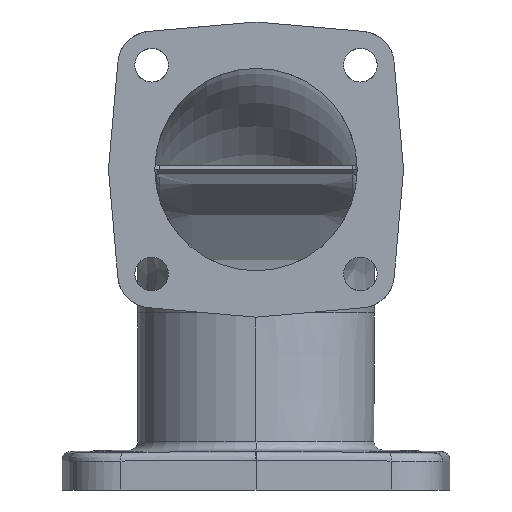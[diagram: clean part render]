
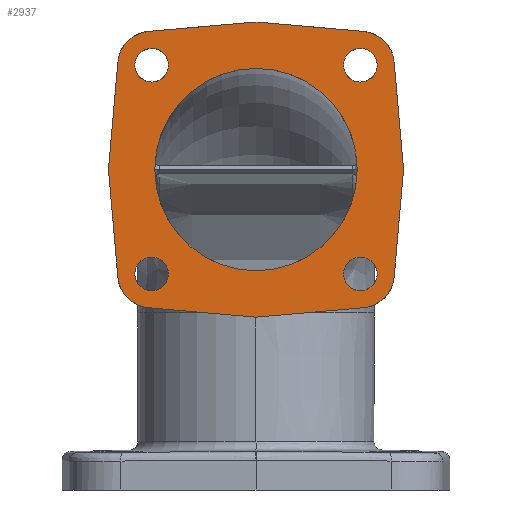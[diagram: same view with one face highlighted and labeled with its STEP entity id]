
A CAD part, left-side view. The second image highlights one B-rep face of the part: STEP entity #2937.
In plain terms, the highlighted planar face has unit normal (-1, 0, 0).
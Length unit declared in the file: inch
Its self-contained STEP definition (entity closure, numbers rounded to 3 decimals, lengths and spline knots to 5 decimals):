
#428=CARTESIAN_POINT('',(-6.,0.,0.));
#429=DIRECTION('',(1.,0.,0.));
#430=DIRECTION('',(0.,1.,0.));
#431=AXIS2_PLACEMENT_3D('',#428,#429,#430);
#465=CARTESIAN_POINT('',(-6.,1.5468,-1.5468));
#466=DIRECTION('',(1.,0.,0.));
#467=DIRECTION('',(0.,1.,0.));
#468=AXIS2_PLACEMENT_3D('',#465,#466,#467);
#470=CARTESIAN_POINT('',(-6.,1.5468,-1.5468));
#471=DIRECTION('',(1.,0.,0.));
#472=DIRECTION('',(0.,-1.,0.));
#473=AXIS2_PLACEMENT_3D('',#470,#471,#472);
#475=CARTESIAN_POINT('',(-6.,1.5468,1.5468));
#476=DIRECTION('',(1.,0.,0.));
#477=DIRECTION('',(0.,1.,0.));
#478=AXIS2_PLACEMENT_3D('',#475,#476,#477);
#480=CARTESIAN_POINT('',(-6.,1.5468,1.5468));
#481=DIRECTION('',(1.,0.,0.));
#482=DIRECTION('',(0.,-1.,0.));
#483=AXIS2_PLACEMENT_3D('',#480,#481,#482);
#485=CARTESIAN_POINT('',(-6.,-1.5468,1.5468));
#486=DIRECTION('',(1.,0.,0.));
#487=DIRECTION('',(0.,1.,0.));
#488=AXIS2_PLACEMENT_3D('',#485,#486,#487);
#490=CARTESIAN_POINT('',(-6.,-1.5468,1.5468));
#491=DIRECTION('',(1.,0.,0.));
#492=DIRECTION('',(0.,-1.,0.));
#493=AXIS2_PLACEMENT_3D('',#490,#491,#492);
#495=CARTESIAN_POINT('',(-6.,-1.5468,-1.5468));
#496=DIRECTION('',(1.,0.,0.));
#497=DIRECTION('',(0.,1.,0.));
#498=AXIS2_PLACEMENT_3D('',#495,#496,#497);
#500=CARTESIAN_POINT('',(-6.,-1.5468,-1.5468));
#501=DIRECTION('',(1.,0.,0.));
#502=DIRECTION('',(0.,-1.,0.));
#503=AXIS2_PLACEMENT_3D('',#500,#501,#502);
#505=CARTESIAN_POINT('',(-6.,0.,0.));
#506=DIRECTION('',(1.,0.,0.));
#507=DIRECTION('',(0.,-1.,0.));
#508=AXIS2_PLACEMENT_3D('',#505,#506,#507);
#784=DIRECTION('',(0.,-0.996,-0.087));
#785=VECTOR('',#784,1.59965);
#786=CARTESIAN_POINT('',(-6.,0.,2.1875));
#787=LINE('',#786,#785);
#807=DIRECTION('',(0.,-0.996,0.087));
#808=VECTOR('',#807,1.59965);
#809=CARTESIAN_POINT('',(-6.,1.59356,2.04808));
#810=LINE('',#809,#808);
#830=CARTESIAN_POINT('',(-6.,1.54998,1.54998));
#831=DIRECTION('',(1.,0.,0.));
#832=DIRECTION('',(0.,0.996,0.087));
#833=AXIS2_PLACEMENT_3D('',#830,#831,#832);
#851=DIRECTION('',(0.,-0.087,0.996));
#852=VECTOR('',#851,1.59965);
#853=CARTESIAN_POINT('',(-6.,2.1875,0.));
#854=LINE('',#853,#852);
#869=DIRECTION('',(0.,0.087,0.996));
#870=VECTOR('',#869,1.59965);
#871=CARTESIAN_POINT('',(-6.,2.04808,-1.59356));
#872=LINE('',#871,#870);
#887=CARTESIAN_POINT('',(-6.,1.54998,-1.54998));
#888=DIRECTION('',(1.,0.,0.));
#889=DIRECTION('',(0.,0.087,-0.996));
#890=AXIS2_PLACEMENT_3D('',#887,#888,#889);
#908=DIRECTION('',(0.,0.996,0.087));
#909=VECTOR('',#908,1.59965);
#910=CARTESIAN_POINT('',(-6.,0.,-2.1875));
#911=LINE('',#910,#909);
#931=DIRECTION('',(0.,0.996,-0.087));
#932=VECTOR('',#931,1.59965);
#933=CARTESIAN_POINT('',(-6.,-1.59356,-2.04808));
#934=LINE('',#933,#932);
#954=CARTESIAN_POINT('',(-6.,-1.54998,-1.54998));
#955=DIRECTION('',(1.,0.,0.));
#956=DIRECTION('',(0.,-0.996,-0.087));
#957=AXIS2_PLACEMENT_3D('',#954,#955,#956);
#975=DIRECTION('',(0.,0.087,-0.996));
#976=VECTOR('',#975,1.59965);
#977=CARTESIAN_POINT('',(-6.,-2.1875,0.));
#978=LINE('',#977,#976);
#993=DIRECTION('',(0.,-0.087,-0.996));
#994=VECTOR('',#993,1.59965);
#995=CARTESIAN_POINT('',(-6.,-2.04808,1.59356));
#996=LINE('',#995,#994);
#1011=CARTESIAN_POINT('',(-6.,-1.54998,1.54998));
#1012=DIRECTION('',(1.,0.,0.));
#1013=DIRECTION('',(0.,-0.087,0.996));
#1014=AXIS2_PLACEMENT_3D('',#1011,#1012,#1013);
#2308=CARTESIAN_POINT('',(-6.,-1.5,0.));
#2309=CARTESIAN_POINT('',(-6.,1.5,0.));
#2310=VERTEX_POINT('',#2308);
#2311=VERTEX_POINT('',#2309);
#2340=CARTESIAN_POINT('',(-6.,0.,2.1875));
#2341=CARTESIAN_POINT('',(-6.,-1.59356,2.04808));
#2342=VERTEX_POINT('',#2340);
#2343=VERTEX_POINT('',#2341);
#2344=CARTESIAN_POINT('',(-6.,-2.04808,1.59356));
#2345=VERTEX_POINT('',#2344);
#2346=CARTESIAN_POINT('',(-6.,-2.1875,0.));
#2347=VERTEX_POINT('',#2346);
#2348=CARTESIAN_POINT('',(-6.,-2.04808,-1.59356));
#2349=VERTEX_POINT('',#2348);
#2350=CARTESIAN_POINT('',(-6.,-1.59356,-2.04808));
#2351=VERTEX_POINT('',#2350);
#2352=CARTESIAN_POINT('',(-6.,0.,-2.1875));
#2353=VERTEX_POINT('',#2352);
#2354=CARTESIAN_POINT('',(-6.,1.59356,-2.04808));
#2355=VERTEX_POINT('',#2354);
#2356=CARTESIAN_POINT('',(-6.,2.04808,-1.59356));
#2357=VERTEX_POINT('',#2356);
#2358=CARTESIAN_POINT('',(-6.,2.1875,0.));
#2359=VERTEX_POINT('',#2358);
#2360=CARTESIAN_POINT('',(-6.,2.04808,1.59356));
#2361=VERTEX_POINT('',#2360);
#2362=CARTESIAN_POINT('',(-6.,1.59356,2.04808));
#2363=VERTEX_POINT('',#2362);
#2366=CARTESIAN_POINT('',(-6.,1.7968,-1.5468));
#2367=CARTESIAN_POINT('',(-6.,1.2968,-1.5468));
#2368=VERTEX_POINT('',#2366);
#2369=VERTEX_POINT('',#2367);
#2372=CARTESIAN_POINT('',(-6.,1.7968,1.5468));
#2373=CARTESIAN_POINT('',(-6.,1.2968,1.5468));
#2374=VERTEX_POINT('',#2372);
#2375=VERTEX_POINT('',#2373);
#2378=CARTESIAN_POINT('',(-6.,-1.2968,1.5468));
#2379=CARTESIAN_POINT('',(-6.,-1.7968,1.5468));
#2380=VERTEX_POINT('',#2378);
#2381=VERTEX_POINT('',#2379);
#2384=CARTESIAN_POINT('',(-6.,-1.2968,-1.5468));
#2385=CARTESIAN_POINT('',(-6.,-1.7968,-1.5468));
#2386=VERTEX_POINT('',#2384);
#2387=VERTEX_POINT('',#2385);
#2877=CARTESIAN_POINT('',(-6.,4.22802,2.60254));
#2878=DIRECTION('',(1.,0.,0.));
#2879=DIRECTION('',(0.,0.,-1.));
#2880=AXIS2_PLACEMENT_3D('',#2877,#2878,#2879);
#2881=PLANE('',#2880);
#2883=ORIENTED_EDGE('',*,*,#2882,.T.);
#2885=ORIENTED_EDGE('',*,*,#2884,.T.);
#2887=ORIENTED_EDGE('',*,*,#2886,.T.);
#2889=ORIENTED_EDGE('',*,*,#2888,.T.);
#2891=ORIENTED_EDGE('',*,*,#2890,.T.);
#2893=ORIENTED_EDGE('',*,*,#2892,.T.);
#2895=ORIENTED_EDGE('',*,*,#2894,.T.);
#2897=ORIENTED_EDGE('',*,*,#2896,.T.);
#2899=ORIENTED_EDGE('',*,*,#2898,.T.);
#2901=ORIENTED_EDGE('',*,*,#2900,.T.);
#2903=ORIENTED_EDGE('',*,*,#2902,.T.);
#2905=ORIENTED_EDGE('',*,*,#2904,.T.);
#2906=EDGE_LOOP('',(#2883,#2885,#2887,#2889,#2891,#2893,#2895,#2897,#2899,#2901,
#2903,#2905));
#2907=FACE_OUTER_BOUND('',#2906,.F.);
#2909=ORIENTED_EDGE('',*,*,#2908,.F.);
#2910=ORIENTED_EDGE('',*,*,#2859,.F.);
#2911=EDGE_LOOP('',(#2909,#2910));
#2912=FACE_BOUND('',#2911,.F.);
#2914=ORIENTED_EDGE('',*,*,#2913,.F.);
#2916=ORIENTED_EDGE('',*,*,#2915,.F.);
#2917=EDGE_LOOP('',(#2914,#2916));
#2918=FACE_BOUND('',#2917,.F.);
#2920=ORIENTED_EDGE('',*,*,#2919,.F.);
#2922=ORIENTED_EDGE('',*,*,#2921,.F.);
#2923=EDGE_LOOP('',(#2920,#2922));
#2924=FACE_BOUND('',#2923,.F.);
#2926=ORIENTED_EDGE('',*,*,#2925,.F.);
#2928=ORIENTED_EDGE('',*,*,#2927,.F.);
#2929=EDGE_LOOP('',(#2926,#2928));
#2930=FACE_BOUND('',#2929,.F.);
#2932=ORIENTED_EDGE('',*,*,#2931,.F.);
#2934=ORIENTED_EDGE('',*,*,#2933,.F.);
#2935=EDGE_LOOP('',(#2932,#2934));
#2936=FACE_BOUND('',#2935,.F.);
#432=CIRCLE('',#431,1.5);
#469=CIRCLE('',#468,0.25);
#474=CIRCLE('',#473,0.25);
#479=CIRCLE('',#478,0.25);
#484=CIRCLE('',#483,0.25);
#489=CIRCLE('',#488,0.25);
#494=CIRCLE('',#493,0.25);
#499=CIRCLE('',#498,0.25);
#504=CIRCLE('',#503,0.25);
#509=CIRCLE('',#508,1.5);
#834=CIRCLE('',#833,0.5);
#891=CIRCLE('',#890,0.5);
#958=CIRCLE('',#957,0.5);
#1015=CIRCLE('',#1014,0.5);
#2859=EDGE_CURVE('',#2311,#2310,#432,.T.);
#2882=EDGE_CURVE('',#2342,#2343,#787,.T.);
#2884=EDGE_CURVE('',#2343,#2345,#1015,.T.);
#2886=EDGE_CURVE('',#2345,#2347,#996,.T.);
#2888=EDGE_CURVE('',#2347,#2349,#978,.T.);
#2890=EDGE_CURVE('',#2349,#2351,#958,.T.);
#2892=EDGE_CURVE('',#2351,#2353,#934,.T.);
#2894=EDGE_CURVE('',#2353,#2355,#911,.T.);
#2896=EDGE_CURVE('',#2355,#2357,#891,.T.);
#2898=EDGE_CURVE('',#2357,#2359,#872,.T.);
#2900=EDGE_CURVE('',#2359,#2361,#854,.T.);
#2902=EDGE_CURVE('',#2361,#2363,#834,.T.);
#2904=EDGE_CURVE('',#2363,#2342,#810,.T.);
#2908=EDGE_CURVE('',#2310,#2311,#509,.T.);
#2913=EDGE_CURVE('',#2368,#2369,#469,.T.);
#2915=EDGE_CURVE('',#2369,#2368,#474,.T.);
#2919=EDGE_CURVE('',#2374,#2375,#479,.T.);
#2921=EDGE_CURVE('',#2375,#2374,#484,.T.);
#2925=EDGE_CURVE('',#2380,#2381,#489,.T.);
#2927=EDGE_CURVE('',#2381,#2380,#494,.T.);
#2931=EDGE_CURVE('',#2386,#2387,#499,.T.);
#2933=EDGE_CURVE('',#2387,#2386,#504,.T.);
#2937=ADVANCED_FACE('',(#2907,#2912,#2918,#2924,#2930,#2936),#2881,.F.);
